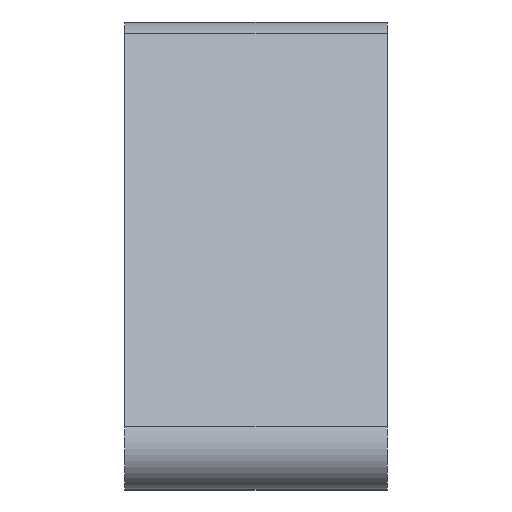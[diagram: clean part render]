
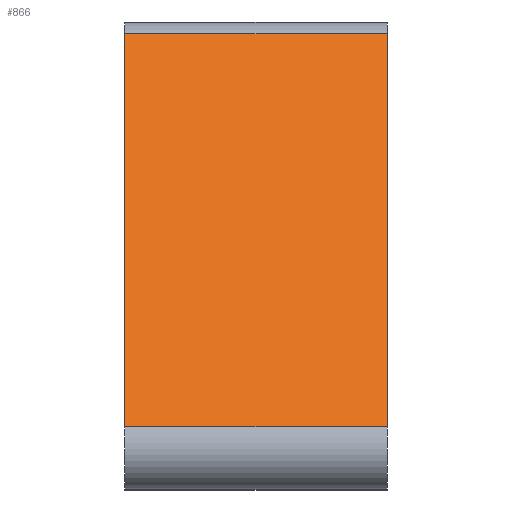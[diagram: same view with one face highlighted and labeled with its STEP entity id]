
A CAD part, front view. The second image highlights one B-rep face of the part: STEP entity #866.
In plain terms, the highlighted planar face has unit normal (0, -0.724, 0.69).
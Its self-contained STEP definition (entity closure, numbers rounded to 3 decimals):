
#120=FACE_OUTER_BOUND('',#163,.T.);
#163=EDGE_LOOP('',(#706,#707,#708,#709));
#257=LINE('',#1447,#344);
#258=LINE('',#1450,#345);
#259=LINE('',#1452,#346);
#260=LINE('',#1453,#347);
#344=VECTOR('',#1191,10.);
#345=VECTOR('',#1194,10.);
#346=VECTOR('',#1195,10.);
#347=VECTOR('',#1196,10.);
#429=VERTEX_POINT('',#1443);
#430=VERTEX_POINT('',#1445);
#431=VERTEX_POINT('',#1449);
#432=VERTEX_POINT('',#1451);
#547=EDGE_CURVE('',#429,#430,#257,.T.);
#548=EDGE_CURVE('',#429,#431,#258,.T.);
#549=EDGE_CURVE('',#432,#430,#259,.T.);
#550=EDGE_CURVE('',#431,#432,#260,.T.);
#706=ORIENTED_EDGE('',*,*,#548,.F.);
#707=ORIENTED_EDGE('',*,*,#547,.T.);
#708=ORIENTED_EDGE('',*,*,#549,.F.);
#709=ORIENTED_EDGE('',*,*,#550,.F.);
#824=PLANE('',#958);
#866=ADVANCED_FACE('',(#120),#824,.T.);
#958=AXIS2_PLACEMENT_3D('',#1448,#1192,#1193);
#1191=DIRECTION('',(1.,0.,0.));
#1192=DIRECTION('center_axis',(0.,-0.724,0.69));
#1193=DIRECTION('ref_axis',(0.,-0.69,-0.724));
#1194=DIRECTION('',(0.,0.69,0.724));
#1195=DIRECTION('',(0.,-0.69,-0.724));
#1196=DIRECTION('',(1.,0.,0.));
#1443=CARTESIAN_POINT('',(0.,-1.448,1.379));
#1445=CARTESIAN_POINT('',(14.,-1.448,1.379));
#1447=CARTESIAN_POINT('',(0.,-1.448,1.379));
#1448=CARTESIAN_POINT('Origin',(0.,18.552,22.379));
#1449=CARTESIAN_POINT('',(0.,18.552,22.379));
#1450=CARTESIAN_POINT('',(0.,-1.448,1.379));
#1451=CARTESIAN_POINT('',(14.,18.552,22.379));
#1452=CARTESIAN_POINT('',(14.,-1.448,1.379));
#1453=CARTESIAN_POINT('',(0.,18.552,22.379));
